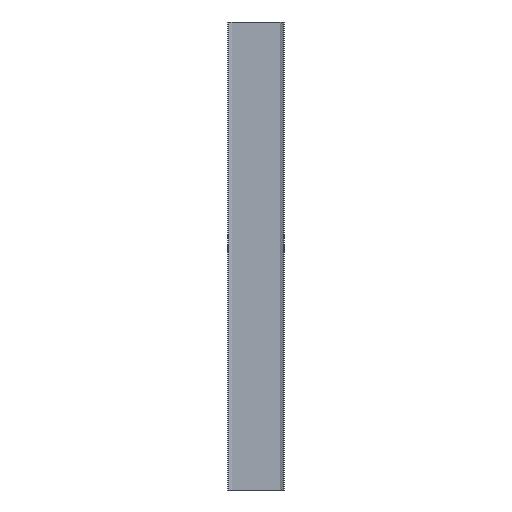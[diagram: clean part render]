
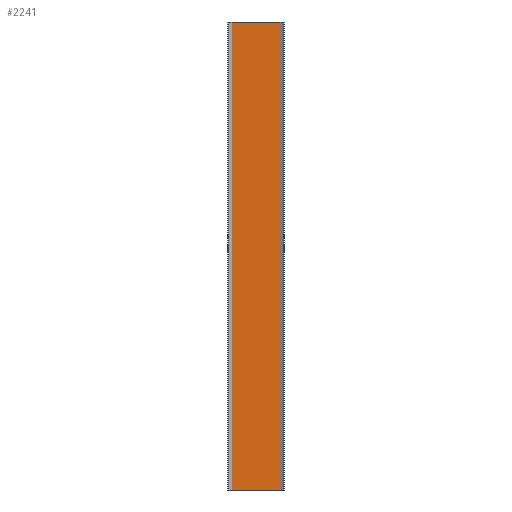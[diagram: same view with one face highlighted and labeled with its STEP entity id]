
A CAD part, front view. The second image highlights one B-rep face of the part: STEP entity #2241.
In plain terms, the highlighted planar face has unit normal (0, -1, 0).
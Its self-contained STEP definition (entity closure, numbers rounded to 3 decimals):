
#130 = CARTESIAN_POINT ( 'NONE',  ( -28.5, 0., 0. ) ) ;
#220 = VERTEX_POINT ( 'NONE', #2035 ) ;
#309 = VECTOR ( 'NONE', #3090, 1000. ) ;
#399 = LINE ( 'NONE', #1976, #2636 ) ;
#418 = VERTEX_POINT ( 'NONE', #537 ) ;
#491 = DIRECTION ( 'NONE',  ( 0., 0., -1. ) ) ;
#537 = CARTESIAN_POINT ( 'NONE',  ( 28.5, 0., 0. ) ) ;
#779 = DIRECTION ( 'NONE',  ( 1., 0., 0. ) ) ;
#884 = PLANE ( 'NONE',  #1168 ) ;
#1097 = CARTESIAN_POINT ( 'NONE',  ( 28.5, 0., 500. ) ) ;
#1124 = LINE ( 'NONE', #3385, #309 ) ;
#1168 = AXIS2_PLACEMENT_3D ( 'NONE', #2332, #1193, #1205 ) ;
#1193 = DIRECTION ( 'NONE',  ( 0., 1., 0. ) ) ;
#1205 = DIRECTION ( 'NONE',  ( -1., 0., 0. ) ) ;
#1213 = VECTOR ( 'NONE', #779, 1000. ) ;
#1302 = LINE ( 'NONE', #1962, #1213 ) ;
#1430 = VERTEX_POINT ( 'NONE', #130 ) ;
#1703 = VERTEX_POINT ( 'NONE', #3639 ) ;
#1962 = CARTESIAN_POINT ( 'NONE',  ( 28.5, 0., 0. ) ) ;
#1976 = CARTESIAN_POINT ( 'NONE',  ( -28.5, 0., 500. ) ) ;
#2035 = CARTESIAN_POINT ( 'NONE',  ( -28.5, 0., 500. ) ) ;
#2241 = ADVANCED_FACE ( 'NONE', ( #2257 ), #884, .F. ) ;
#2257 = FACE_OUTER_BOUND ( 'NONE', #3596, .T. ) ;
#2332 = CARTESIAN_POINT ( 'NONE',  ( 28.5, 0., 500. ) ) ;
#2500 = ORIENTED_EDGE ( 'NONE', *, *, #2736, .F. ) ;
#2519 = DIRECTION ( 'NONE',  ( 0., 0., -1. ) ) ;
#2590 = ORIENTED_EDGE ( 'NONE', *, *, #2725, .T. ) ;
#2636 = VECTOR ( 'NONE', #491, 1000. ) ;
#2725 = EDGE_CURVE ( 'NONE', #1430, #418, #1302, .T. ) ;
#2736 = EDGE_CURVE ( 'NONE', #1703, #418, #3480, .T. ) ;
#2751 = EDGE_CURVE ( 'NONE', #220, #1703, #1124, .T. ) ;
#2756 = EDGE_CURVE ( 'NONE', #220, #1430, #399, .T. ) ;
#2802 = ORIENTED_EDGE ( 'NONE', *, *, #2756, .T. ) ;
#2939 = ORIENTED_EDGE ( 'NONE', *, *, #2751, .F. ) ;
#3090 = DIRECTION ( 'NONE',  ( 1., 0., 0. ) ) ;
#3385 = CARTESIAN_POINT ( 'NONE',  ( 28.5, 0., 500. ) ) ;
#3407 = VECTOR ( 'NONE', #2519, 1000. ) ;
#3480 = LINE ( 'NONE', #1097, #3407 ) ;
#3596 = EDGE_LOOP ( 'NONE', ( #2590, #2500, #2939, #2802 ) ) ;
#3639 = CARTESIAN_POINT ( 'NONE',  ( 28.5, 0., 500. ) ) ;
